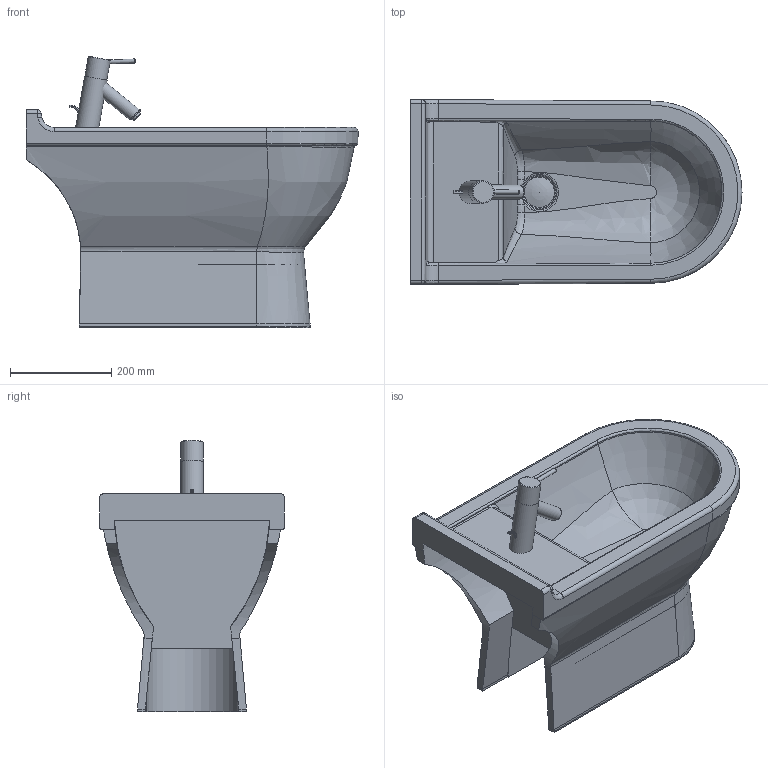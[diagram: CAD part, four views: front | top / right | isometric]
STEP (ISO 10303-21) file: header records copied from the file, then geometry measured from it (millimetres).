
FILE_DESCRIPTION((''),'2;1');
FILE_NAME('223410.stp','2014-11-20T11:08:31',('Administrator'),(''),'Autodesk Inventor 2011','Autodesk Inventor 2011','');
FILE_SCHEMA(('CONFIG_CONTROL_DESIGN'));
Length unit declared in the file: millimetre
Products named in the file (10): 223410; Baterie_Starck3; hebel1; Griff_2Starck3; Hebel3kurz; Halterstarck3; Neoperl_Starck3; Kelch; Stopfen
Assembly tree (9 placements, depth 3):
  223410
    223410
    Baterie_Starck3
      hebel1
      Griff_2Starck3
      Hebel3kurz
      Halterstarck3
      Neoperl_Starck3
    Kelch
    Stopfen
Bounding box: 655.1 x 365 x 535.38 mm (x, y, z)
Volume: 23095927.4 mm3; surface area: 1320524.9 mm2
Topology: 8 solids, 8 shells, 197 faces, 471 edges, 286 vertices
Faces by surface type: plane 62, bspline 58, cylinder 55, torus 15, sphere 4, cone 3
Full cylindrical faces by diameter (mm): 8 x1, 9.368 x1, 16 x1, 20 x1, 28 x1, 35 x1, 42 x1, 44 x2, 45 x1, 52 x1, 60 x1
Entity records: 10945 total; most frequent: CARTESIAN_POINT 6605, ORIENTED_EDGE 876, DIRECTION 742, EDGE_CURVE 438, AXIS2_PLACEMENT_3D 293, VERTEX_POINT 281, EDGE_LOOP 231, FACE_OUTER_BOUND 197
